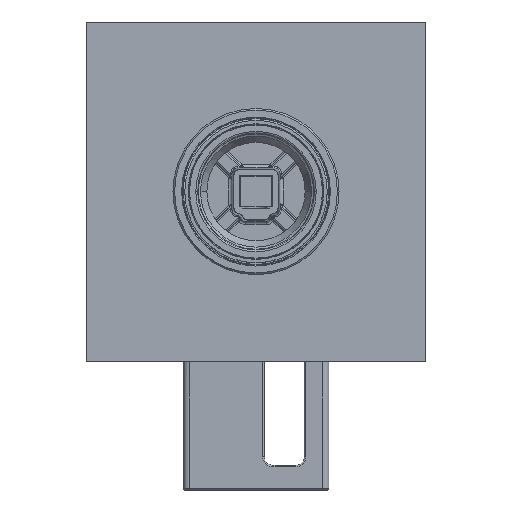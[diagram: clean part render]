
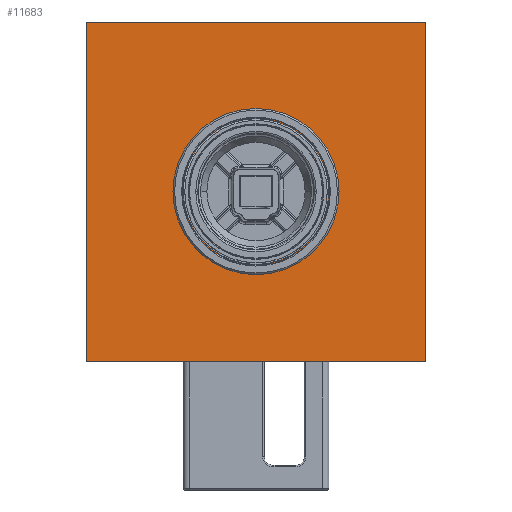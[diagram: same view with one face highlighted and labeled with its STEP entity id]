
A CAD part, front view. The second image highlights one B-rep face of the part: STEP entity #11683.
In plain terms, the highlighted face is planar.
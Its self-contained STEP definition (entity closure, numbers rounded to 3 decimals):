
#11562=CARTESIAN_POINT('',(0.,0.,0.));
#11563=DIRECTION('',(0.,0.,-1.));
#11564=DIRECTION('',(1.,0.,0.));
#11565=AXIS2_PLACEMENT_3D('',#11562,#11563,#11564);
#11567=CARTESIAN_POINT('',(0.,0.,0.));
#11568=DIRECTION('',(0.,0.,-1.));
#11569=DIRECTION('',(-1.,0.,0.));
#11570=AXIS2_PLACEMENT_3D('',#11567,#11568,#11569);
#11572=DIRECTION('',(0.,-1.,0.));
#11573=VECTOR('',#11572,100.);
#11574=CARTESIAN_POINT('',(-50.,50.,0.));
#11575=LINE('',#11574,#11573);
#11576=DIRECTION('',(1.,0.,0.));
#11577=VECTOR('',#11576,100.);
#11578=CARTESIAN_POINT('',(-50.,-50.,0.));
#11579=LINE('',#11578,#11577);
#11580=DIRECTION('',(0.,1.,0.));
#11581=VECTOR('',#11580,100.);
#11582=CARTESIAN_POINT('',(50.,-50.,0.));
#11583=LINE('',#11582,#11581);
#11584=DIRECTION('',(-1.,0.,0.));
#11585=VECTOR('',#11584,100.);
#11586=CARTESIAN_POINT('',(50.,50.,0.));
#11587=LINE('',#11586,#11585);
#11638=CARTESIAN_POINT('',(21.5,0.,0.));
#11639=CARTESIAN_POINT('',(-21.5,0.,0.));
#11640=VERTEX_POINT('',#11638);
#11641=VERTEX_POINT('',#11639);
#11642=CARTESIAN_POINT('',(-50.,50.,0.));
#11643=CARTESIAN_POINT('',(-50.,-50.,0.));
#11644=VERTEX_POINT('',#11642);
#11645=VERTEX_POINT('',#11643);
#11646=CARTESIAN_POINT('',(50.,-50.,0.));
#11647=VERTEX_POINT('',#11646);
#11648=CARTESIAN_POINT('',(50.,50.,0.));
#11649=VERTEX_POINT('',#11648);
#11662=CARTESIAN_POINT('',(0.,0.,0.));
#11663=DIRECTION('',(0.,0.,1.));
#11664=DIRECTION('',(1.,0.,0.));
#11665=AXIS2_PLACEMENT_3D('',#11662,#11663,#11664);
#11666=PLANE('',#11665);
#11668=ORIENTED_EDGE('',*,*,#11667,.T.);
#11670=ORIENTED_EDGE('',*,*,#11669,.T.);
#11672=ORIENTED_EDGE('',*,*,#11671,.T.);
#11674=ORIENTED_EDGE('',*,*,#11673,.T.);
#11675=EDGE_LOOP('',(#11668,#11670,#11672,#11674));
#11676=FACE_OUTER_BOUND('',#11675,.F.);
#11678=ORIENTED_EDGE('',*,*,#11677,.T.);
#11680=ORIENTED_EDGE('',*,*,#11679,.T.);
#11681=EDGE_LOOP('',(#11678,#11680));
#11682=FACE_BOUND('',#11681,.F.);
#11683=ADVANCED_FACE('',(#11676,#11682),#11666,.F.);
#11566=CIRCLE('',#11565,21.5);
#11571=CIRCLE('',#11570,21.5);
#11667=EDGE_CURVE('',#11644,#11645,#11575,.T.);
#11669=EDGE_CURVE('',#11645,#11647,#11579,.T.);
#11671=EDGE_CURVE('',#11647,#11649,#11583,.T.);
#11673=EDGE_CURVE('',#11649,#11644,#11587,.T.);
#11677=EDGE_CURVE('',#11640,#11641,#11566,.T.);
#11679=EDGE_CURVE('',#11641,#11640,#11571,.T.);
